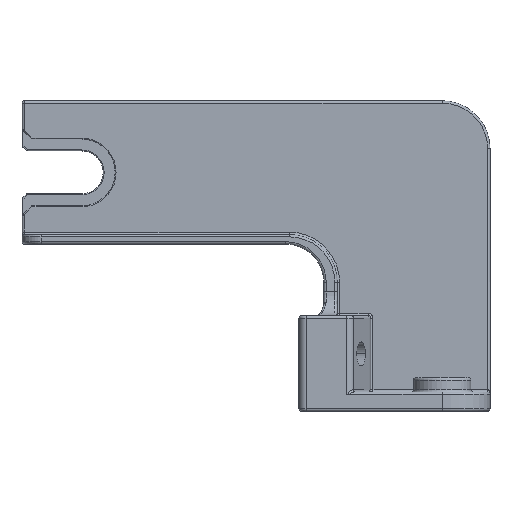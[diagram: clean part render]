
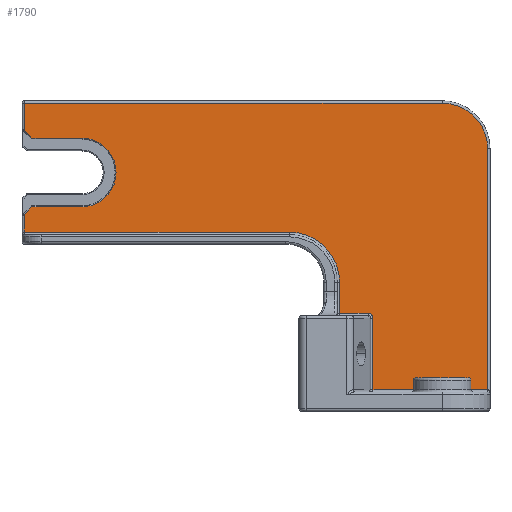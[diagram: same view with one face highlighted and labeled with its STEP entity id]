
A CAD part, front view. The second image highlights one B-rep face of the part: STEP entity #1790.
In plain terms, the highlighted planar face has unit normal (0, -1, 0).
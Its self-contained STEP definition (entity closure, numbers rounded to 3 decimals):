
#60 = VERTEX_POINT ( 'NONE', #3472 ) ;
#170 = VERTEX_POINT ( 'NONE', #5812 ) ;
#255 = ORIENTED_EDGE ( 'NONE', *, *, #9256, .T. ) ;
#324 = EDGE_CURVE ( 'NONE', #3814, #8370, #5315, .T. ) ;
#383 = DIRECTION ( 'NONE',  ( 0., -1., 0. ) ) ;
#397 = CARTESIAN_POINT ( 'NONE',  ( -42., 0., -27.5 ) ) ;
#436 = EDGE_CURVE ( 'NONE', #1651, #7632, #9353, .T. ) ;
#505 = LINE ( 'NONE', #5217, #2325 ) ;
#560 = CARTESIAN_POINT ( 'NONE',  ( -97.488, 0., -27.5 ) ) ;
#568 = ORIENTED_EDGE ( 'NONE', *, *, #6161, .T. ) ;
#632 = AXIS2_PLACEMENT_3D ( 'NONE', #4664, #2568, #4028 ) ;
#640 = VECTOR ( 'NONE', #3281, 1000. ) ;
#718 = CARTESIAN_POINT ( 'NONE',  ( -85.5, 0., -22.2 ) ) ;
#766 = DIRECTION ( 'NONE',  ( 0., 0., 1. ) ) ;
#802 = VERTEX_POINT ( 'NONE', #8426 ) ;
#813 = FACE_OUTER_BOUND ( 'NONE', #3064, .T. ) ;
#814 = DIRECTION ( 'NONE',  ( 0., 0., -1. ) ) ;
#828 = CARTESIAN_POINT ( 'NONE',  ( -10., 0., -0.5 ) ) ;
#872 = DIRECTION ( 'NONE',  ( 1., 0., 0. ) ) ;
#898 = LINE ( 'NONE', #4018, #640 ) ;
#996 = EDGE_CURVE ( 'NONE', #9001, #7034, #4183, .T. ) ;
#1100 = DIRECTION ( 'NONE',  ( -1., 0., 0. ) ) ;
#1263 = VECTOR ( 'NONE', #1689, 1000. ) ;
#1297 = ORIENTED_EDGE ( 'NONE', *, *, #1299, .T. ) ;
#1299 = EDGE_CURVE ( 'NONE', #170, #1651, #2777, .T. ) ;
#1435 = ORIENTED_EDGE ( 'NONE', *, *, #996, .T. ) ;
#1455 = CARTESIAN_POINT ( 'NONE',  ( -24.5, 0., -45.5 ) ) ;
#1488 = CARTESIAN_POINT ( 'NONE',  ( -97.464, 0., -27.5 ) ) ;
#1620 = LINE ( 'NONE', #6143, #9476 ) ;
#1651 = VERTEX_POINT ( 'NONE', #1488 ) ;
#1689 = DIRECTION ( 'NONE',  ( 0.707, 0., -0.707 ) ) ;
#1704 = ORIENTED_EDGE ( 'NONE', *, *, #436, .T. ) ;
#1724 = VERTEX_POINT ( 'NONE', #718 ) ;
#1753 = CIRCLE ( 'NONE', #7515, 9.5 ) ;
#1762 = VECTOR ( 'NONE', #2697, 1000. ) ;
#1790 = ADVANCED_FACE ( 'NONE', ( #813 ), #6607, .F. ) ;
#1796 = CARTESIAN_POINT ( 'NONE',  ( -42., 0., -27.5 ) ) ;
#1917 = CARTESIAN_POINT ( 'NONE',  ( -31.5, 0., -38. ) ) ;
#1975 = DIRECTION ( 'NONE',  ( 0., 0., 1. ) ) ;
#2035 = EDGE_CURVE ( 'NONE', #2545, #1724, #2465, .T. ) ;
#2055 = DIRECTION ( 'NONE',  ( 0., 0., 1. ) ) ;
#2056 = CARTESIAN_POINT ( 'NONE',  ( -85.5, 0., -7.8 ) ) ;
#2251 = CARTESIAN_POINT ( 'NONE',  ( -97.5, 0., 0. ) ) ;
#2325 = VECTOR ( 'NONE', #872, 1000. ) ;
#2440 = DIRECTION ( 'NONE',  ( 0., 0., -1. ) ) ;
#2465 = CIRCLE ( 'NONE', #9478, 7.2 ) ;
#2545 = VERTEX_POINT ( 'NONE', #2056 ) ;
#2562 = DIRECTION ( 'NONE',  ( 0., 1., 0. ) ) ;
#2567 = VERTEX_POINT ( 'NONE', #3711 ) ;
#2568 = DIRECTION ( 'NONE',  ( 0., 1., 0. ) ) ;
#2585 = ORIENTED_EDGE ( 'NONE', *, *, #4592, .T. ) ;
#2592 = CARTESIAN_POINT ( 'NONE',  ( -25.5, 0., -44.5 ) ) ;
#2697 = DIRECTION ( 'NONE',  ( 1., 0., 0. ) ) ;
#2769 = ORIENTED_EDGE ( 'NONE', *, *, #4278, .T. ) ;
#2777 = B_SPLINE_CURVE_WITH_KNOTS ( 'NONE', 3,
 ( #4400, #560, #7367, #8056 ),
 .UNSPECIFIED., .F., .F.,
 ( 4, 4 ),
 ( 0., 0. ),
 .UNSPECIFIED. ) ;
#2820 = ORIENTED_EDGE ( 'NONE', *, *, #9578, .T. ) ;
#2825 = AXIS2_PLACEMENT_3D ( 'NONE', #3778, #5974, #766 ) ;
#2831 = CARTESIAN_POINT ( 'NONE',  ( 0., 0., -0.5 ) ) ;
#3064 = EDGE_LOOP ( 'NONE', ( #2820, #5938, #5584, #1297, #1704, #9238, #5676, #3574, #2585, #1435, #568, #3480, #2769, #6178, #4311, #255, #6615, #7768 ) ) ;
#3096 = DIRECTION ( 'NONE',  ( -0.707, 0., -0.707 ) ) ;
#3112 = CIRCLE ( 'NONE', #632, 10.5 ) ;
#3206 = VECTOR ( 'NONE', #8967, 1000. ) ;
#3281 = DIRECTION ( 'NONE',  ( 0., 0., 1. ) ) ;
#3354 = DIRECTION ( 'NONE',  ( 1., 0., 0. ) ) ;
#3401 = VERTEX_POINT ( 'NONE', #7799 ) ;
#3416 = VERTEX_POINT ( 'NONE', #8712 ) ;
#3470 = AXIS2_PLACEMENT_3D ( 'NONE', #9419, #8742, #2055 ) ;
#3472 = CARTESIAN_POINT ( 'NONE',  ( -97.5, 0., -23.783 ) ) ;
#3480 = ORIENTED_EDGE ( 'NONE', *, *, #9627, .T. ) ;
#3574 = ORIENTED_EDGE ( 'NONE', *, *, #4562, .T. ) ;
#3711 = CARTESIAN_POINT ( 'NONE',  ( -0.5, 0., -60.5 ) ) ;
#3775 = VECTOR ( 'NONE', #5014, 1000. ) ;
#3778 = CARTESIAN_POINT ( 'NONE',  ( 0., 0., 0. ) ) ;
#3814 = VERTEX_POINT ( 'NONE', #8681 ) ;
#4018 = CARTESIAN_POINT ( 'NONE',  ( -0.5, 0., 0. ) ) ;
#4028 = DIRECTION ( 'NONE',  ( 0., 0., 1. ) ) ;
#4183 = LINE ( 'NONE', #8904, #5152 ) ;
#4278 = EDGE_CURVE ( 'NONE', #9063, #6389, #1753, .T. ) ;
#4311 = ORIENTED_EDGE ( 'NONE', *, *, #324, .T. ) ;
#4397 = EDGE_CURVE ( 'NONE', #4605, #802, #6561, .T. ) ;
#4400 = CARTESIAN_POINT ( 'NONE',  ( -97.5, 0., -27.501 ) ) ;
#4484 = CARTESIAN_POINT ( 'NONE',  ( -0.5, 0., -60.5 ) ) ;
#4515 = VECTOR ( 'NONE', #5807, 1000. ) ;
#4523 = CARTESIAN_POINT ( 'NONE',  ( -97.359, 0., -23.641 ) ) ;
#4562 = EDGE_CURVE ( 'NONE', #802, #3416, #6491, .T. ) ;
#4574 = CARTESIAN_POINT ( 'NONE',  ( -0.5, 0., -10. ) ) ;
#4592 = EDGE_CURVE ( 'NONE', #3416, #9001, #6268, .T. ) ;
#4605 = VERTEX_POINT ( 'NONE', #1917 ) ;
#4631 = DIRECTION ( 'NONE',  ( 0., 0., -1. ) ) ;
#4664 = CARTESIAN_POINT ( 'NONE',  ( -42., 0., -38. ) ) ;
#4843 = VECTOR ( 'NONE', #1100, 1000. ) ;
#5014 = DIRECTION ( 'NONE',  ( 0., 0., -1. ) ) ;
#5095 = VECTOR ( 'NONE', #3096, 1000. ) ;
#5152 = VECTOR ( 'NONE', #814, 1000. ) ;
#5217 = CARTESIAN_POINT ( 'NONE',  ( 0., 0., -7.8 ) ) ;
#5315 = LINE ( 'NONE', #2251, #5442 ) ;
#5333 = CARTESIAN_POINT ( 'NONE',  ( 0., 0., -22.2 ) ) ;
#5442 = VECTOR ( 'NONE', #4631, 1000. ) ;
#5445 = CARTESIAN_POINT ( 'NONE',  ( -10., 0., -10. ) ) ;
#5581 = CARTESIAN_POINT ( 'NONE',  ( -85.5, 0., -15. ) ) ;
#5584 = ORIENTED_EDGE ( 'NONE', *, *, #8327, .T. ) ;
#5676 = ORIENTED_EDGE ( 'NONE', *, *, #4397, .T. ) ;
#5807 = DIRECTION ( 'NONE',  ( -1., 0., 0. ) ) ;
#5812 = CARTESIAN_POINT ( 'NONE',  ( -97.5, 0., -27.501 ) ) ;
#5938 = ORIENTED_EDGE ( 'NONE', *, *, #6708, .T. ) ;
#5974 = DIRECTION ( 'NONE',  ( 0., 1., 0. ) ) ;
#6143 = CARTESIAN_POINT ( 'NONE',  ( -97.5, 0., 0. ) ) ;
#6161 = EDGE_CURVE ( 'NONE', #7034, #2567, #7448, .T. ) ;
#6178 = ORIENTED_EDGE ( 'NONE', *, *, #8591, .T. ) ;
#6268 = CIRCLE ( 'NONE', #3470, 1. ) ;
#6318 = DIRECTION ( 'NONE',  ( 0., 0., 1. ) ) ;
#6386 = CARTESIAN_POINT ( 'NONE',  ( -97.5, 0., -6.217 ) ) ;
#6389 = VERTEX_POINT ( 'NONE', #828 ) ;
#6491 = LINE ( 'NONE', #2592, #1762 ) ;
#6512 = CARTESIAN_POINT ( 'NONE',  ( -31.5, 0., 0. ) ) ;
#6529 = LINE ( 'NONE', #2831, #4515 ) ;
#6561 = LINE ( 'NONE', #6512, #3775 ) ;
#6607 = PLANE ( 'NONE',  #2825 ) ;
#6615 = ORIENTED_EDGE ( 'NONE', *, *, #8627, .T. ) ;
#6708 = EDGE_CURVE ( 'NONE', #7619, #60, #7680, .T. ) ;
#7034 = VERTEX_POINT ( 'NONE', #7368 ) ;
#7367 = CARTESIAN_POINT ( 'NONE',  ( -97.476, 0., -27.5 ) ) ;
#7368 = CARTESIAN_POINT ( 'NONE',  ( -24.5, 0., -60.5 ) ) ;
#7448 = LINE ( 'NONE', #4484, #3206 ) ;
#7515 = AXIS2_PLACEMENT_3D ( 'NONE', #5445, #383, #6318 ) ;
#7619 = VERTEX_POINT ( 'NONE', #8530 ) ;
#7622 = LINE ( 'NONE', #5333, #4843 ) ;
#7632 = VERTEX_POINT ( 'NONE', #1796 ) ;
#7680 = LINE ( 'NONE', #4523, #5095 ) ;
#7768 = ORIENTED_EDGE ( 'NONE', *, *, #2035, .T. ) ;
#7799 = CARTESIAN_POINT ( 'NONE',  ( -95.917, 0., -7.8 ) ) ;
#8056 = CARTESIAN_POINT ( 'NONE',  ( -97.464, 0., -27.5 ) ) ;
#8100 = VECTOR ( 'NONE', #3354, 1000. ) ;
#8327 = EDGE_CURVE ( 'NONE', #60, #170, #1620, .T. ) ;
#8370 = VERTEX_POINT ( 'NONE', #6386 ) ;
#8371 = CARTESIAN_POINT ( 'NONE',  ( -95.859, 0., -7.859 ) ) ;
#8426 = CARTESIAN_POINT ( 'NONE',  ( -31.5, 0., -44.5 ) ) ;
#8530 = CARTESIAN_POINT ( 'NONE',  ( -95.917, 0., -22.2 ) ) ;
#8591 = EDGE_CURVE ( 'NONE', #6389, #3814, #6529, .T. ) ;
#8627 = EDGE_CURVE ( 'NONE', #3401, #2545, #505, .T. ) ;
#8681 = CARTESIAN_POINT ( 'NONE',  ( -97.5, 0., -0.5 ) ) ;
#8712 = CARTESIAN_POINT ( 'NONE',  ( -25.5, 0., -44.5 ) ) ;
#8742 = DIRECTION ( 'NONE',  ( 0., 1., 0. ) ) ;
#8904 = CARTESIAN_POINT ( 'NONE',  ( -24.5, 0., -61. ) ) ;
#8967 = DIRECTION ( 'NONE',  ( 1., 0., 0. ) ) ;
#9001 = VERTEX_POINT ( 'NONE', #1455 ) ;
#9063 = VERTEX_POINT ( 'NONE', #4574 ) ;
#9097 = LINE ( 'NONE', #8371, #1263 ) ;
#9238 = ORIENTED_EDGE ( 'NONE', *, *, #9269, .T. ) ;
#9256 = EDGE_CURVE ( 'NONE', #8370, #3401, #9097, .T. ) ;
#9269 = EDGE_CURVE ( 'NONE', #7632, #4605, #3112, .T. ) ;
#9353 = LINE ( 'NONE', #397, #8100 ) ;
#9419 = CARTESIAN_POINT ( 'NONE',  ( -25.5, 0., -45.5 ) ) ;
#9476 = VECTOR ( 'NONE', #2440, 1000. ) ;
#9478 = AXIS2_PLACEMENT_3D ( 'NONE', #5581, #2562, #1975 ) ;
#9578 = EDGE_CURVE ( 'NONE', #1724, #7619, #7622, .T. ) ;
#9627 = EDGE_CURVE ( 'NONE', #2567, #9063, #898, .T. ) ;
